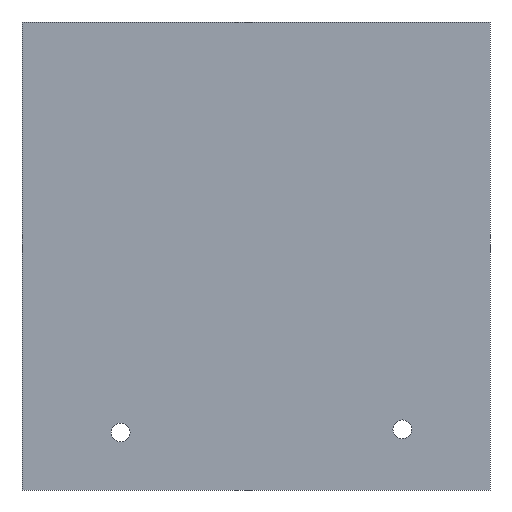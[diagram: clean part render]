
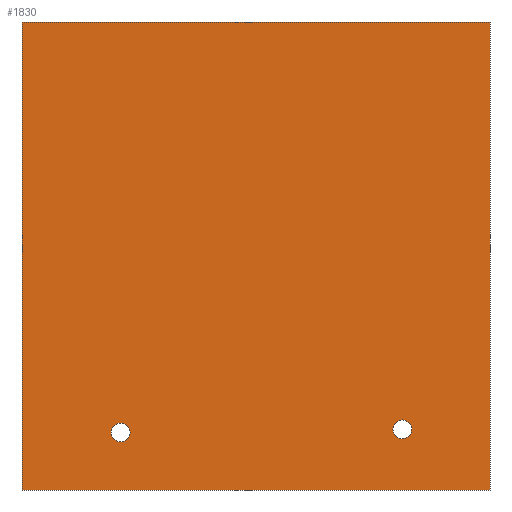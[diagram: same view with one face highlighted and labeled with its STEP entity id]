
A CAD part, front view. The second image highlights one B-rep face of the part: STEP entity #1830.
In plain terms, the highlighted planar face has unit normal (0, -1, 0).
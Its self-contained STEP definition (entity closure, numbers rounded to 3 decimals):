
#85 = CARTESIAN_POINT ( 'NONE',  ( 15.632, 0., -18.521 ) ) ;
#102 = CARTESIAN_POINT ( 'NONE',  ( -14.451, 0., -18.86 ) ) ;
#115 = VERTEX_POINT ( 'NONE', #2681 ) ;
#167 = ORIENTED_EDGE ( 'NONE', *, *, #2486, .T. ) ;
#263 = DIRECTION ( 'NONE',  ( -1., 0., 0. ) ) ;
#346 = VERTEX_POINT ( 'NONE', #1751 ) ;
#400 = CIRCLE ( 'NONE', #1159, 1. ) ;
#436 = ORIENTED_EDGE ( 'NONE', *, *, #555, .T. ) ;
#452 = FACE_OUTER_BOUND ( 'NONE', #858, .T. ) ;
#469 = AXIS2_PLACEMENT_3D ( 'NONE', #2156, #2459, #790 ) ;
#489 = CIRCLE ( 'NONE', #469, 1. ) ;
#555 = EDGE_CURVE ( 'NONE', #2886, #115, #2742, .T. ) ;
#556 = EDGE_LOOP ( 'NONE', ( #436, #1551 ) ) ;
#669 = DIRECTION ( 'NONE',  ( 0., 0., 1. ) ) ;
#680 = VERTEX_POINT ( 'NONE', #3359 ) ;
#783 = CARTESIAN_POINT ( 'NONE',  ( -25., 0., 25. ) ) ;
#790 = DIRECTION ( 'NONE',  ( 0., 0., 1. ) ) ;
#804 = CARTESIAN_POINT ( 'NONE',  ( 0., 0., 0. ) ) ;
#858 = EDGE_LOOP ( 'NONE', ( #1659, #3165, #1264, #1509 ) ) ;
#880 = ORIENTED_EDGE ( 'NONE', *, *, #2708, .T. ) ;
#903 = EDGE_CURVE ( 'NONE', #680, #2931, #3294, .T. ) ;
#928 = DIRECTION ( 'NONE',  ( 1., 0., 0. ) ) ;
#938 = DIRECTION ( 'NONE',  ( 0., 0., -1. ) ) ;
#984 = VERTEX_POINT ( 'NONE', #783 ) ;
#985 = VERTEX_POINT ( 'NONE', #2709 ) ;
#1067 = VECTOR ( 'NONE', #938, 1000. ) ;
#1078 = DIRECTION ( 'NONE',  ( 0., 0., 1. ) ) ;
#1086 = CARTESIAN_POINT ( 'NONE',  ( 15.632, 0., -17.521 ) ) ;
#1100 = DIRECTION ( 'NONE',  ( 0., 1., 0. ) ) ;
#1128 = EDGE_CURVE ( 'NONE', #985, #680, #2446, .T. ) ;
#1142 = CARTESIAN_POINT ( 'NONE',  ( 15.632, 0., -18.521 ) ) ;
#1159 = AXIS2_PLACEMENT_3D ( 'NONE', #102, #1164, #1779 ) ;
#1164 = DIRECTION ( 'NONE',  ( 0., 1., 0. ) ) ;
#1183 = CARTESIAN_POINT ( 'NONE',  ( 25., 0., 25. ) ) ;
#1204 = EDGE_CURVE ( 'NONE', #115, #2886, #1968, .T. ) ;
#1256 = DIRECTION ( 'NONE',  ( 0., 0., 1. ) ) ;
#1264 = ORIENTED_EDGE ( 'NONE', *, *, #1128, .F. ) ;
#1279 = AXIS2_PLACEMENT_3D ( 'NONE', #1142, #1433, #2220 ) ;
#1342 = PLANE ( 'NONE',  #2032 ) ;
#1433 = DIRECTION ( 'NONE',  ( 0., 1., 0. ) ) ;
#1436 = VERTEX_POINT ( 'NONE', #2117 ) ;
#1501 = VECTOR ( 'NONE', #928, 1000. ) ;
#1509 = ORIENTED_EDGE ( 'NONE', *, *, #3014, .F. ) ;
#1523 = VECTOR ( 'NONE', #1256, 1000. ) ;
#1551 = ORIENTED_EDGE ( 'NONE', *, *, #1204, .T. ) ;
#1583 = FACE_BOUND ( 'NONE', #2134, .T. ) ;
#1659 = ORIENTED_EDGE ( 'NONE', *, *, #2379, .F. ) ;
#1751 = CARTESIAN_POINT ( 'NONE',  ( -14.451, 0., -17.86 ) ) ;
#1754 = FACE_BOUND ( 'NONE', #556, .T. ) ;
#1779 = DIRECTION ( 'NONE',  ( 0., 0., 1. ) ) ;
#1830 = ADVANCED_FACE ( 'NONE', ( #1754, #1583, #452 ), #1342, .F. ) ;
#1968 = CIRCLE ( 'NONE', #2123, 1. ) ;
#2032 = AXIS2_PLACEMENT_3D ( 'NONE', #804, #1100, #1078 ) ;
#2117 = CARTESIAN_POINT ( 'NONE',  ( -14.451, 0., -19.86 ) ) ;
#2123 = AXIS2_PLACEMENT_3D ( 'NONE', #85, #3400, #669 ) ;
#2134 = EDGE_LOOP ( 'NONE', ( #167, #880 ) ) ;
#2156 = CARTESIAN_POINT ( 'NONE',  ( -14.451, 0., -18.86 ) ) ;
#2220 = DIRECTION ( 'NONE',  ( 0., 0., 1. ) ) ;
#2261 = LINE ( 'NONE', #3510, #1523 ) ;
#2379 = EDGE_CURVE ( 'NONE', #2931, #984, #2261, .T. ) ;
#2446 = LINE ( 'NONE', #3096, #1067 ) ;
#2459 = DIRECTION ( 'NONE',  ( 0., 1., 0. ) ) ;
#2486 = EDGE_CURVE ( 'NONE', #346, #1436, #489, .T. ) ;
#2515 = CARTESIAN_POINT ( 'NONE',  ( -25., 0., -25. ) ) ;
#2681 = CARTESIAN_POINT ( 'NONE',  ( 15.632, 0., -19.521 ) ) ;
#2697 = VECTOR ( 'NONE', #263, 1000. ) ;
#2708 = EDGE_CURVE ( 'NONE', #1436, #346, #400, .T. ) ;
#2709 = CARTESIAN_POINT ( 'NONE',  ( 25., 0., 25. ) ) ;
#2742 = CIRCLE ( 'NONE', #1279, 1. ) ;
#2886 = VERTEX_POINT ( 'NONE', #1086 ) ;
#2931 = VERTEX_POINT ( 'NONE', #2515 ) ;
#2957 = LINE ( 'NONE', #1183, #1501 ) ;
#3014 = EDGE_CURVE ( 'NONE', #984, #985, #2957, .T. ) ;
#3096 = CARTESIAN_POINT ( 'NONE',  ( 25., 0., 25. ) ) ;
#3165 = ORIENTED_EDGE ( 'NONE', *, *, #903, .F. ) ;
#3294 = LINE ( 'NONE', #3566, #2697 ) ;
#3359 = CARTESIAN_POINT ( 'NONE',  ( 25., 0., -25. ) ) ;
#3400 = DIRECTION ( 'NONE',  ( 0., 1., 0. ) ) ;
#3510 = CARTESIAN_POINT ( 'NONE',  ( -25., 0., 25. ) ) ;
#3566 = CARTESIAN_POINT ( 'NONE',  ( 25., 0., -25. ) ) ;
